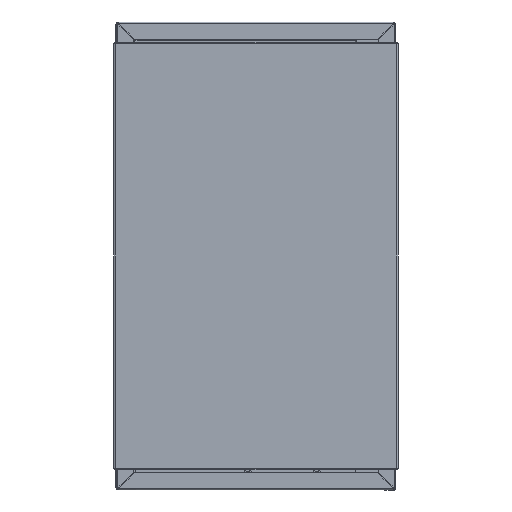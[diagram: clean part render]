
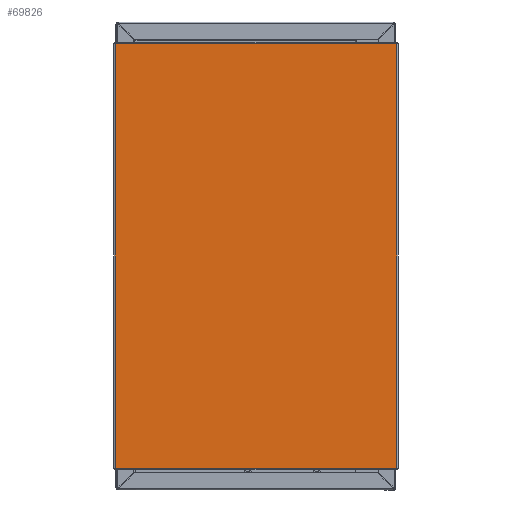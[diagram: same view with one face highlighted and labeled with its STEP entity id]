
A CAD part, left-side view. The second image highlights one B-rep face of the part: STEP entity #69826.
In plain terms, the highlighted planar face has unit normal (-1, 0, 0).
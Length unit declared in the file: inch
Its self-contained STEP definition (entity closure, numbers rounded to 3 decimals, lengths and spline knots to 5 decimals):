
#779 = CARTESIAN_POINT ( 'NONE',  ( -1.58465, -6.40748, -9.68504 ) ) ;
#1353 = VERTEX_POINT ( 'NONE', #50082 ) ;
#1356 = DIRECTION ( 'NONE',  ( 0., 0., -1. ) ) ;
#15066 = CARTESIAN_POINT ( 'NONE',  ( -1.58465, 6.40748, -9.68504 ) ) ;
#15942 = LINE ( 'NONE', #62681, #58359 ) ;
#17875 = ORIENTED_EDGE ( 'NONE', *, *, #49733, .T. ) ;
#20730 = DIRECTION ( 'NONE',  ( 1., 0., 0. ) ) ;
#20827 = VECTOR ( 'NONE', #1356, 39.37008 ) ;
#22256 = PLANE ( 'NONE',  #74370 ) ;
#22968 = CARTESIAN_POINT ( 'NONE',  ( -1.58465, -6.40748, 9.68504 ) ) ;
#25129 = ORIENTED_EDGE ( 'NONE', *, *, #54716, .F. ) ;
#26402 = FACE_OUTER_BOUND ( 'NONE', #46736, .T. ) ;
#27530 = VERTEX_POINT ( 'NONE', #22968 ) ;
#30595 = CARTESIAN_POINT ( 'NONE',  ( -1.58465, 6.40748, -9.68504 ) ) ;
#33974 = VERTEX_POINT ( 'NONE', #779 ) ;
#38987 = DIRECTION ( 'NONE',  ( 0., 1., 0. ) ) ;
#39145 = DIRECTION ( 'NONE',  ( 0., -1., 0. ) ) ;
#40869 = ORIENTED_EDGE ( 'NONE', *, *, #46599, .T. ) ;
#44774 = LINE ( 'NONE', #15066, #47883 ) ;
#46599 = EDGE_CURVE ( 'NONE', #1353, #69765, #15942, .T. ) ;
#46736 = EDGE_LOOP ( 'NONE', ( #17875, #25129, #64914, #40869 ) ) ;
#47883 = VECTOR ( 'NONE', #67233, 39.37008 ) ;
#49034 = VECTOR ( 'NONE', #39145, 39.37008 ) ;
#49733 = EDGE_CURVE ( 'NONE', #69765, #33974, #44774, .T. ) ;
#50082 = CARTESIAN_POINT ( 'NONE',  ( -1.58465, 6.40748, 9.68504 ) ) ;
#54716 = EDGE_CURVE ( 'NONE', #27530, #33974, #57795, .T. ) ;
#55831 = LINE ( 'NONE', #68042, #49034 ) ;
#57795 = LINE ( 'NONE', #71380, #20827 ) ;
#58359 = VECTOR ( 'NONE', #68088, 39.37008 ) ;
#61713 = CARTESIAN_POINT ( 'NONE',  ( -1.58465, 6.40748, 9.68504 ) ) ;
#62681 = CARTESIAN_POINT ( 'NONE',  ( -1.58465, 6.40748, 9.68504 ) ) ;
#62742 = EDGE_CURVE ( 'NONE', #1353, #27530, #55831, .T. ) ;
#64914 = ORIENTED_EDGE ( 'NONE', *, *, #62742, .F. ) ;
#67233 = DIRECTION ( 'NONE',  ( 0., -1., 0. ) ) ;
#68042 = CARTESIAN_POINT ( 'NONE',  ( -1.58465, 6.40748, 9.68504 ) ) ;
#68088 = DIRECTION ( 'NONE',  ( 0., 0., -1. ) ) ;
#69765 = VERTEX_POINT ( 'NONE', #30595 ) ;
#69826 = ADVANCED_FACE ( 'NONE', ( #26402 ), #22256, .F. ) ;
#71380 = CARTESIAN_POINT ( 'NONE',  ( -1.58465, -6.40748, 9.68504 ) ) ;
#74370 = AXIS2_PLACEMENT_3D ( 'NONE', #61713, #20730, #38987 ) ;
